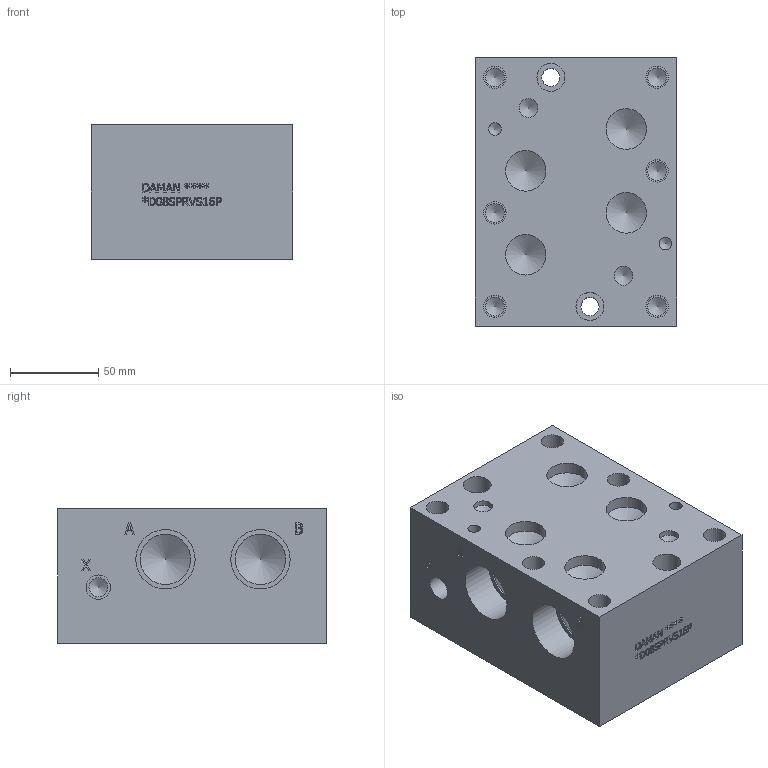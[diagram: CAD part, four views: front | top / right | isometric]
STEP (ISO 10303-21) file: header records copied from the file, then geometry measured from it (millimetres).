
FILE_DESCRIPTION(/* description */ (''),/* implementation_level */ '2;1');
FILE_NAME(/* name */ '_D08SPRVS16P.stp',/* time_stamp */ '2020-03-12T07:14:51-04:00',/* author */ ('alexanderw'),/* organization */ (''),/* preprocessor_version */ 'ST-DEVELOPER v17',/* originating_system */ 'Autodesk Inventor 2019',/* authorisation */ '');
FILE_SCHEMA (('AUTOMOTIVE_DESIGN { 1 0 10303 214 3 1 1 }'));
Length unit declared in the file: millimetre
Products named in the file (1): Part_AD08SPRVS16P_3D
Bounding box: 114.3 x 152.4 x 76.2 mm (x, y, z)
Volume: 1114880.5 mm3; surface area: 111623.9 mm2
Topology: 1 solids, 1 shells, 574 faces, 1571 edges, 1063 vertices
Faces by surface type: plane 347, bspline 152, cylinder 48, cone 27
Full cylindrical faces by diameter (mm): 7.137 x2, 10.312 x2, 10.719 x10, 12.7 x6, 13.868 x2, 15.875 x2, 17.475 x1, 22.225 x1, 23.012 x4, 23.698 x1, 25.4 x1, 26.187 x1, 27.381 x1, 28.575 x6, 33.325 x1, 33.706 x6, 38.1 x1
Entity records: 19328 total; most frequent: CARTESIAN_POINT 5162, ORIENTED_EDGE 3096, DIRECTION 2264, EDGE_CURVE 1548, LINE 1070, VECTOR 1070, VERTEX_POINT 1063, EDGE_LOOP 665
